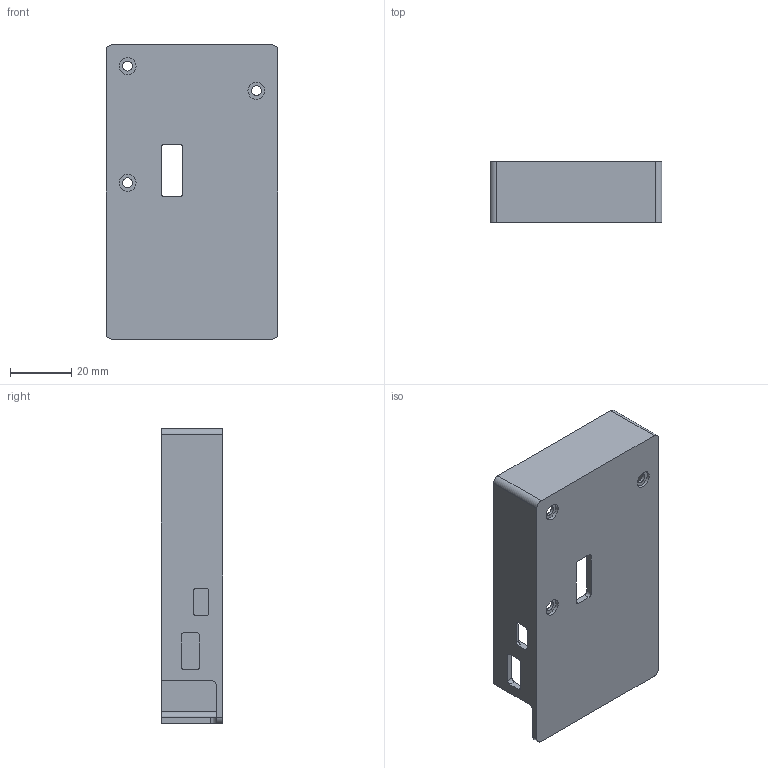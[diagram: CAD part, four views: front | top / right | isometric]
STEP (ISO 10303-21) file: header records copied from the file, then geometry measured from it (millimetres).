
FILE_DESCRIPTION(/* description */ (''),/* implementation_level */ '2;1');
FILE_NAME(/* name */ 'HELMUTE Main Enclosure v11.step',/* time_stamp */ '2025-05-15T08:57:05-04:00',/* author */ (''),/* organization */ (''),/* preprocessor_version */ 'ST-DEVELOPER v20.1',/* originating_system */ 'Autodesk Translation Framework v14.4.0.0',/* authorisation */ '');
FILE_SCHEMA (('AUTOMOTIVE_DESIGN { 1 0 10303 214 3 1 1 }'));
Length unit declared in the file: millimetre
Products named in the file (1): HELMUTE Main Enclosure
Bounding box: 56 x 20 x 96 mm (x, y, z)
Volume: 16788.4 mm3; surface area: 20323.8 mm2
Topology: 1 solids, 1 shells, 91 faces, 252 edges, 168 vertices
Faces by surface type: plane 52, cylinder 39
Full cylindrical faces by diameter (mm): 3.2 x3, 5.55 x3
Entity records: 2976 total; most frequent: DIRECTION 516, CARTESIAN_POINT 512, ORIENTED_EDGE 504, EDGE_CURVE 252, LINE 172, VECTOR 172, AXIS2_PLACEMENT_3D 172, VERTEX_POINT 168
